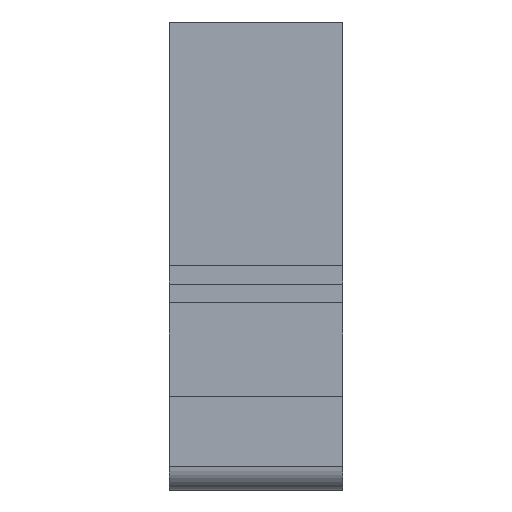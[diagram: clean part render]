
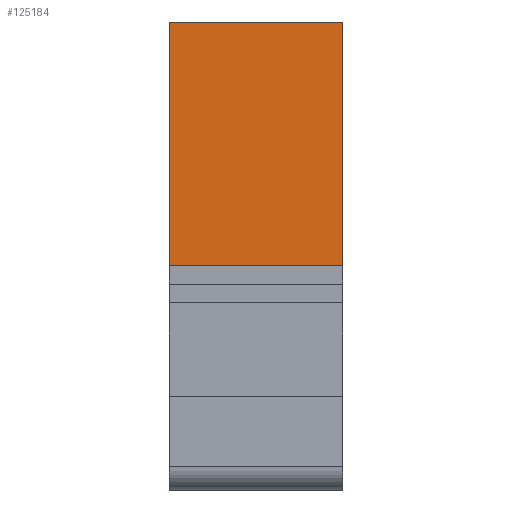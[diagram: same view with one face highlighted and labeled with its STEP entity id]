
A CAD part, left-side view. The second image highlights one B-rep face of the part: STEP entity #125184.
In plain terms, the highlighted planar face has unit normal (-1, 0, 0).
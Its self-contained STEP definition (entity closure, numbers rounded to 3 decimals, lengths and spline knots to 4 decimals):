
#48899=DIRECTION('',(0.,1.,0.));
#48900=VECTOR('',#48899,1.85);
#48901=CARTESIAN_POINT('',(0.25,-0.33,-2.4));
#48902=LINE('',#48901,#48900);
#48903=DIRECTION('',(0.,0.,1.));
#48904=VECTOR('',#48903,2.6);
#48905=CARTESIAN_POINT('',(0.25,1.52,-2.4));
#48906=LINE('',#48905,#48904);
#48907=DIRECTION('',(0.,0.,-1.));
#48908=VECTOR('',#48907,2.6);
#48909=CARTESIAN_POINT('',(0.25,-0.33,0.2));
#48910=LINE('',#48909,#48908);
#48915=DIRECTION('',(0.,1.,0.));
#48916=VECTOR('',#48915,1.85);
#48917=CARTESIAN_POINT('',(0.25,-0.33,0.2));
#48918=LINE('',#48917,#48916);
#49451=CARTESIAN_POINT('',(0.25,1.52,0.2));
#49452=VERTEX_POINT('',#49451);
#49453=CARTESIAN_POINT('',(0.25,1.52,-2.4));
#49454=VERTEX_POINT('',#49453);
#50111=CARTESIAN_POINT('',(0.25,-0.33,-2.4));
#50112=VERTEX_POINT('',#50111);
#50113=CARTESIAN_POINT('',(0.25,-0.33,0.2));
#50114=VERTEX_POINT('',#50113);
#125172=CARTESIAN_POINT('',(0.25,0.595,-1.1));
#125173=DIRECTION('',(1.,0.,0.));
#125174=DIRECTION('',(0.,0.,1.));
#125175=AXIS2_PLACEMENT_3D('',#125172,#125173,#125174);
#125176=PLANE('',#125175);
#125177=ORIENTED_EDGE('',*,*,#125164,.T.);
#125178=ORIENTED_EDGE('',*,*,#67523,.T.);
#125180=ORIENTED_EDGE('',*,*,#125179,.F.);
#125181=ORIENTED_EDGE('',*,*,#67774,.T.);
#125182=EDGE_LOOP('',(#125177,#125178,#125180,#125181));
#125183=FACE_OUTER_BOUND('',#125182,.F.);
#67523=EDGE_CURVE('',#49454,#49452,#48906,.T.);
#67774=EDGE_CURVE('',#50114,#50112,#48910,.T.);
#125164=EDGE_CURVE('',#50112,#49454,#48902,.T.);
#125179=EDGE_CURVE('',#50114,#49452,#48918,.T.);
#125184=ADVANCED_FACE('',(#125183),#125176,.F.);
